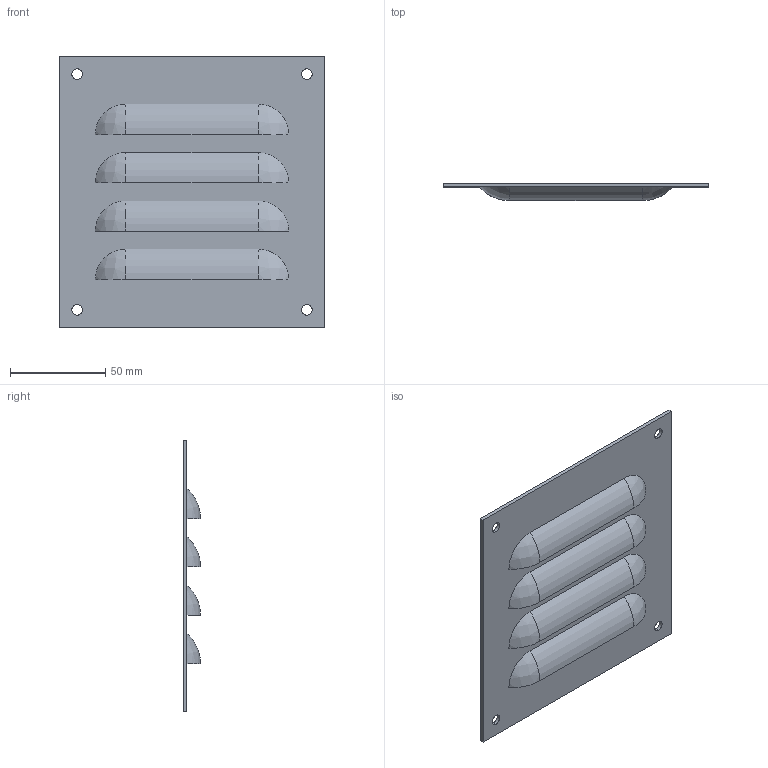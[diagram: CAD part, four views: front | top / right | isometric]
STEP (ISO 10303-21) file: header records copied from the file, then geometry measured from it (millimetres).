
FILE_DESCRIPTION (( 'STEP AP203' ), '1' );
FILE_NAME ('1481L44_Default.step', '2019-11-12T17:03:26', ( '' ), ( '' ), 'SwSTEP 2.0', 'SolidWorks 2019', '' );
FILE_SCHEMA (( 'CONFIG_CONTROL_DESIGN' ));
Length unit declared in the file: inch
Products named in the file (1): 1481L44_Default
Bounding box: 139.7 x 8.97 x 142.88 mm (x, y, z)
Volume: 37990.3 mm3; surface area: 44177 mm2
Topology: 1 solids, 1 shells, 46 faces, 124 edges, 80 vertices
Faces by surface type: cylinder 16, bspline 16, plane 14
Entity records: 2099 total; most frequent: CARTESIAN_POINT 875, ORIENTED_EDGE 248, DIRECTION 226, EDGE_CURVE 124, AXIS2_PLACEMENT_3D 87, VERTEX_POINT 80, EDGE_LOOP 62, CIRCLE 56
